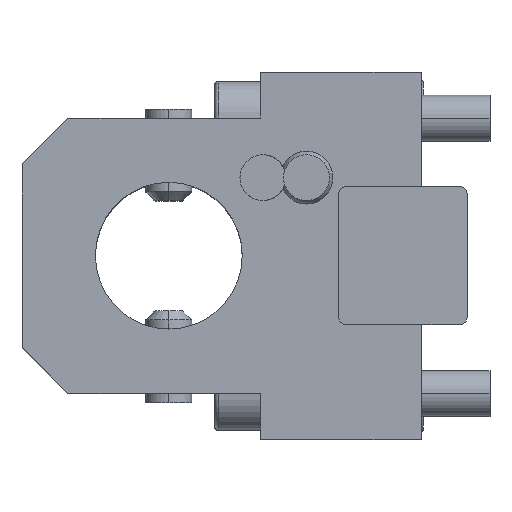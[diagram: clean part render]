
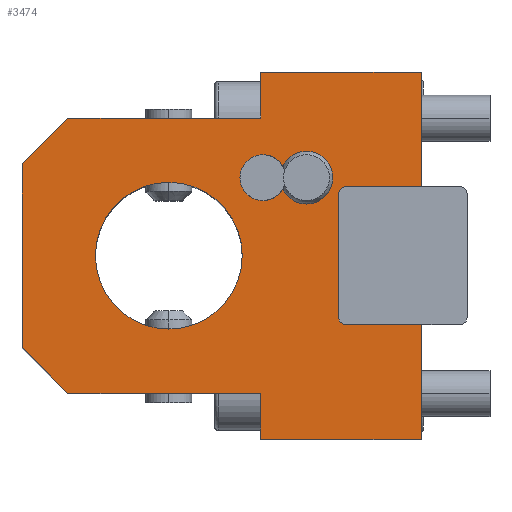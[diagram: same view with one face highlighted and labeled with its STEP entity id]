
A CAD part, top view. The second image highlights one B-rep face of the part: STEP entity #3474.
In plain terms, the highlighted planar face has unit normal (0, 0, 1).
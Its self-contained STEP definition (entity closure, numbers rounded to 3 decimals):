
#1=DIRECTION('',(-1.,0.,0.));
#2=VECTOR('',#1,16.5);
#3=CARTESIAN_POINT('',(0.,-15.,40.));
#4=LINE('',#3,#2);
#5=DIRECTION('',(0.,-1.,0.));
#6=VECTOR('',#5,25.);
#7=CARTESIAN_POINT('',(0.,-15.,40.));
#8=LINE('',#7,#6);
#9=DIRECTION('',(-1.,0.,0.));
#10=VECTOR('',#9,35.);
#11=CARTESIAN_POINT('',(0.,-40.,40.));
#12=LINE('',#11,#10);
#13=DIRECTION('',(0.,1.,0.));
#14=VECTOR('',#13,10.);
#15=CARTESIAN_POINT('',(-35.,-40.,40.));
#16=LINE('',#15,#14);
#17=DIRECTION('',(-1.,0.,0.));
#18=VECTOR('',#17,42.);
#19=CARTESIAN_POINT('',(-35.,-30.,40.));
#20=LINE('',#19,#18);
#21=DIRECTION('',(-0.707,0.707,0.));
#22=VECTOR('',#21,14.142);
#23=CARTESIAN_POINT('',(-77.,-30.,40.));
#24=LINE('',#23,#22);
#25=DIRECTION('',(0.,1.,0.));
#26=VECTOR('',#25,40.);
#27=CARTESIAN_POINT('',(-87.,-20.,40.));
#28=LINE('',#27,#26);
#29=DIRECTION('',(0.707,0.707,0.));
#30=VECTOR('',#29,14.142);
#31=CARTESIAN_POINT('',(-87.,20.,40.));
#32=LINE('',#31,#30);
#33=DIRECTION('',(1.,0.,0.));
#34=VECTOR('',#33,42.);
#35=CARTESIAN_POINT('',(-77.,30.,40.));
#36=LINE('',#35,#34);
#37=DIRECTION('',(0.,1.,0.));
#38=VECTOR('',#37,10.);
#39=CARTESIAN_POINT('',(-35.,30.,40.));
#40=LINE('',#39,#38);
#41=DIRECTION('',(1.,0.,0.));
#42=VECTOR('',#41,35.);
#43=CARTESIAN_POINT('',(-35.,40.,40.));
#44=LINE('',#43,#42);
#45=DIRECTION('',(0.,-1.,0.));
#46=VECTOR('',#45,25.);
#47=CARTESIAN_POINT('',(0.,40.,40.));
#48=LINE('',#47,#46);
#49=DIRECTION('',(-1.,0.,0.));
#50=VECTOR('',#49,16.5);
#51=CARTESIAN_POINT('',(0.,15.,40.));
#52=LINE('',#51,#50);
#53=CARTESIAN_POINT('',(-16.5,13.5,40.));
#54=DIRECTION('',(0.,0.,1.));
#55=DIRECTION('',(0.,1.,0.));
#56=AXIS2_PLACEMENT_3D('',#53,#54,#55);
#58=DIRECTION('',(0.,-1.,0.));
#59=VECTOR('',#58,27.);
#60=CARTESIAN_POINT('',(-18.,13.5,40.));
#61=LINE('',#60,#59);
#62=CARTESIAN_POINT('',(-16.5,-13.5,40.));
#63=DIRECTION('',(0.,0.,1.));
#64=DIRECTION('',(-1.,0.,0.));
#65=AXIS2_PLACEMENT_3D('',#62,#63,#64);
#67=CARTESIAN_POINT('',(-55.,0.,40.));
#68=DIRECTION('',(0.,0.,-1.));
#69=DIRECTION('',(0.,-1.,0.));
#70=AXIS2_PLACEMENT_3D('',#67,#68,#69);
#72=CARTESIAN_POINT('',(-55.,0.,40.));
#73=DIRECTION('',(0.,0.,-1.));
#74=DIRECTION('',(0.,1.,0.));
#75=AXIS2_PLACEMENT_3D('',#72,#73,#74);
#77=CARTESIAN_POINT('',(-25.,17.,40.));
#78=DIRECTION('',(0.,0.,-1.));
#79=DIRECTION('',(0.,-1.,0.));
#80=AXIS2_PLACEMENT_3D('',#77,#78,#79);
#82=CARTESIAN_POINT('',(-25.,17.,40.));
#83=DIRECTION('',(0.,0.,-1.));
#84=DIRECTION('',(0.,1.,0.));
#85=AXIS2_PLACEMENT_3D('',#82,#83,#84);
#87=CARTESIAN_POINT('',(-34.5,17.,40.));
#88=DIRECTION('',(0.,0.,-1.));
#89=DIRECTION('',(0.,-1.,0.));
#90=AXIS2_PLACEMENT_3D('',#87,#88,#89);
#92=CARTESIAN_POINT('',(-34.5,17.,40.));
#93=DIRECTION('',(0.,0.,-1.));
#94=DIRECTION('',(0.,1.,0.));
#95=AXIS2_PLACEMENT_3D('',#92,#93,#94);
#2815=CARTESIAN_POINT('',(0.,-40.,40.));
#2816=CARTESIAN_POINT('',(-35.,-40.,40.));
#2817=VERTEX_POINT('',#2815);
#2818=VERTEX_POINT('',#2816);
#2819=CARTESIAN_POINT('',(-87.,-20.,40.));
#2820=CARTESIAN_POINT('',(-87.,20.,40.));
#2821=VERTEX_POINT('',#2819);
#2822=VERTEX_POINT('',#2820);
#2823=CARTESIAN_POINT('',(-35.,40.,40.));
#2824=CARTESIAN_POINT('',(0.,40.,40.));
#2825=VERTEX_POINT('',#2823);
#2826=VERTEX_POINT('',#2824);
#2847=CARTESIAN_POINT('',(-55.,-16.,40.));
#2848=CARTESIAN_POINT('',(-55.,16.,40.));
#2849=VERTEX_POINT('',#2847);
#2850=VERTEX_POINT('',#2848);
#2879=CARTESIAN_POINT('',(-35.,-30.,40.));
#2880=VERTEX_POINT('',#2879);
#2881=CARTESIAN_POINT('',(-77.,-30.,40.));
#2882=VERTEX_POINT('',#2881);
#2883=CARTESIAN_POINT('',(-77.,30.,40.));
#2884=CARTESIAN_POINT('',(-35.,30.,40.));
#2885=VERTEX_POINT('',#2883);
#2886=VERTEX_POINT('',#2884);
#2915=CARTESIAN_POINT('',(-25.,11.246,40.));
#2916=CARTESIAN_POINT('',(-25.,22.754,40.));
#2917=VERTEX_POINT('',#2915);
#2918=VERTEX_POINT('',#2916);
#2959=CARTESIAN_POINT('',(0.,-15.,40.));
#2960=CARTESIAN_POINT('',(-16.5,-15.,40.));
#2961=VERTEX_POINT('',#2959);
#2962=VERTEX_POINT('',#2960);
#2963=CARTESIAN_POINT('',(0.,15.,40.));
#2964=CARTESIAN_POINT('',(-16.5,15.,40.));
#2965=VERTEX_POINT('',#2963);
#2966=VERTEX_POINT('',#2964);
#2967=CARTESIAN_POINT('',(-18.,13.5,40.));
#2968=CARTESIAN_POINT('',(-18.,-13.5,40.));
#2969=VERTEX_POINT('',#2967);
#2970=VERTEX_POINT('',#2968);
#2987=CARTESIAN_POINT('',(-34.5,14.2,40.));
#2988=CARTESIAN_POINT('',(-34.5,19.8,40.));
#2989=VERTEX_POINT('',#2987);
#2990=VERTEX_POINT('',#2988);
#3417=CARTESIAN_POINT('',(0.,0.,40.));
#3418=DIRECTION('',(0.,0.,-1.));
#3419=DIRECTION('',(0.,-1.,0.));
#3420=AXIS2_PLACEMENT_3D('',#3417,#3418,#3419);
#3421=PLANE('',#3420);
#3423=ORIENTED_EDGE('',*,*,#3422,.F.);
#3425=ORIENTED_EDGE('',*,*,#3424,.T.);
#3427=ORIENTED_EDGE('',*,*,#3426,.T.);
#3429=ORIENTED_EDGE('',*,*,#3428,.T.);
#3431=ORIENTED_EDGE('',*,*,#3430,.T.);
#3433=ORIENTED_EDGE('',*,*,#3432,.T.);
#3435=ORIENTED_EDGE('',*,*,#3434,.T.);
#3437=ORIENTED_EDGE('',*,*,#3436,.T.);
#3439=ORIENTED_EDGE('',*,*,#3438,.T.);
#3441=ORIENTED_EDGE('',*,*,#3440,.T.);
#3443=ORIENTED_EDGE('',*,*,#3442,.T.);
#3445=ORIENTED_EDGE('',*,*,#3444,.T.);
#3447=ORIENTED_EDGE('',*,*,#3446,.T.);
#3449=ORIENTED_EDGE('',*,*,#3448,.T.);
#3451=ORIENTED_EDGE('',*,*,#3450,.T.);
#3453=ORIENTED_EDGE('',*,*,#3452,.T.);
#3454=EDGE_LOOP('',(#3423,#3425,#3427,#3429,#3431,#3433,#3435,#3437,#3439,#3441,
#3443,#3445,#3447,#3449,#3451,#3453));
#3455=FACE_OUTER_BOUND('',#3454,.F.);
#3457=ORIENTED_EDGE('',*,*,#3456,.F.);
#3459=ORIENTED_EDGE('',*,*,#3458,.F.);
#3460=EDGE_LOOP('',(#3457,#3459));
#3461=FACE_BOUND('',#3460,.F.);
#3463=ORIENTED_EDGE('',*,*,#3462,.F.);
#3465=ORIENTED_EDGE('',*,*,#3464,.F.);
#3466=EDGE_LOOP('',(#3463,#3465));
#3467=FACE_BOUND('',#3466,.F.);
#3469=ORIENTED_EDGE('',*,*,#3468,.F.);
#3471=ORIENTED_EDGE('',*,*,#3470,.F.);
#3472=EDGE_LOOP('',(#3469,#3471));
#3473=FACE_BOUND('',#3472,.F.);
#3474=ADVANCED_FACE('',(#3455,#3461,#3467,#3473),#3421,.F.);
#57=CIRCLE('',#56,1.5);
#66=CIRCLE('',#65,1.5);
#71=CIRCLE('',#70,16.);
#76=CIRCLE('',#75,16.);
#81=CIRCLE('',#80,5.754);
#86=CIRCLE('',#85,5.754);
#91=CIRCLE('',#90,2.8);
#96=CIRCLE('',#95,2.8);
#3422=EDGE_CURVE('',#2961,#2962,#4,.T.);
#3424=EDGE_CURVE('',#2961,#2817,#8,.T.);
#3426=EDGE_CURVE('',#2817,#2818,#12,.T.);
#3428=EDGE_CURVE('',#2818,#2880,#16,.T.);
#3430=EDGE_CURVE('',#2880,#2882,#20,.T.);
#3432=EDGE_CURVE('',#2882,#2821,#24,.T.);
#3434=EDGE_CURVE('',#2821,#2822,#28,.T.);
#3436=EDGE_CURVE('',#2822,#2885,#32,.T.);
#3438=EDGE_CURVE('',#2885,#2886,#36,.T.);
#3440=EDGE_CURVE('',#2886,#2825,#40,.T.);
#3442=EDGE_CURVE('',#2825,#2826,#44,.T.);
#3444=EDGE_CURVE('',#2826,#2965,#48,.T.);
#3446=EDGE_CURVE('',#2965,#2966,#52,.T.);
#3448=EDGE_CURVE('',#2966,#2969,#57,.T.);
#3450=EDGE_CURVE('',#2969,#2970,#61,.T.);
#3452=EDGE_CURVE('',#2970,#2962,#66,.T.);
#3456=EDGE_CURVE('',#2849,#2850,#71,.T.);
#3458=EDGE_CURVE('',#2850,#2849,#76,.T.);
#3462=EDGE_CURVE('',#2917,#2918,#81,.T.);
#3464=EDGE_CURVE('',#2918,#2917,#86,.T.);
#3468=EDGE_CURVE('',#2989,#2990,#91,.T.);
#3470=EDGE_CURVE('',#2990,#2989,#96,.T.);
